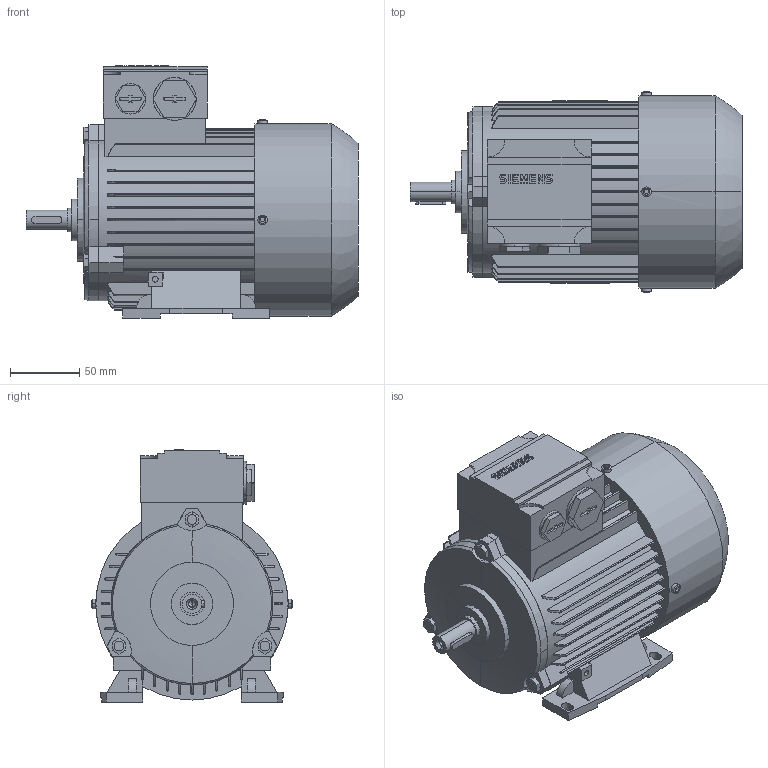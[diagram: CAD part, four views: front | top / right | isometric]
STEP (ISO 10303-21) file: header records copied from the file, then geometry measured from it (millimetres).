
FILE_DESCRIPTION(('STEP AP214'),'1');
FILE_NAME('cctmp_AEF4B6E4-E1F0-4D70-837B-CF67F08D86CC_2023_06_01_15_18_58_0969..stp','2023-06-01T13:18:59',('SIEMENS A&D'),('CADClick - www.CADClick.com'),'Spatial InterOp 3D',' ','unknown authorization');
FILE_SCHEMA(('AUTOMOTIVE_DESIGN'));
Length unit declared in the file: millimetre
Products named in the file (1): 1
Bounding box: 240 x 145 x 182.29 mm (x, y, z)
Volume: 2874960.1 mm3; surface area: 192347.4 mm2
Topology: 1 solids, 1 shells, 654 faces, 1797 edges, 1181 vertices
Faces by surface type: plane 429, cylinder 165, torus 40, cone 20
Entity records: 27512 total; most frequent: CARTESIAN_POINT 5500, ORIENTED_EDGE 3590, DIRECTION 3402, EDGE_CURVE 1795, LINE 1196, VECTOR 1196, VERTEX_POINT 1181, AXIS2_PLACEMENT_3D 1103
